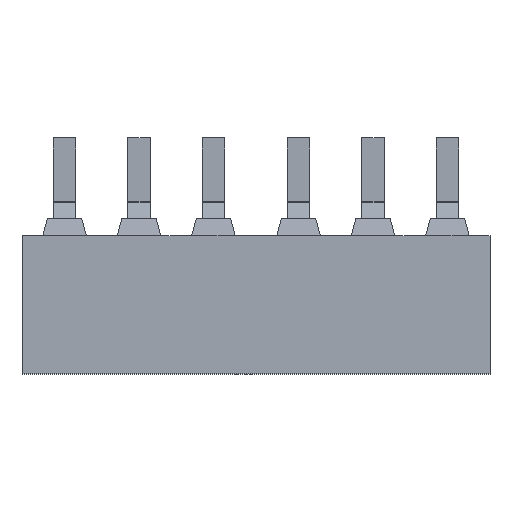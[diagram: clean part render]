
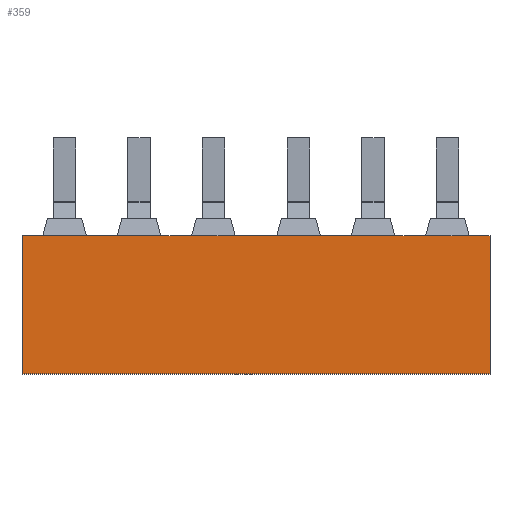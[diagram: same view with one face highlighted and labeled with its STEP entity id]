
A CAD part, top view. The second image highlights one B-rep face of the part: STEP entity #359.
In plain terms, the highlighted planar face has unit normal (0, 0, 1).
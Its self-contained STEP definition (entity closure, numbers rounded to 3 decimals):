
#359=ADVANCED_FACE('',(#721),#722,.T.);
#721=FACE_OUTER_BOUND('',#1077,.T.);
#722=PLANE('',#1078);
#1077=EDGE_LOOP('',(#2151,#2152,#2153,#2154));
#1078=AXIS2_PLACEMENT_3D('',#2155,#2156,#2157);
#2151=ORIENTED_EDGE('',*,*,#2607,.T.);
#2152=ORIENTED_EDGE('',*,*,#2264,.T.);
#2153=ORIENTED_EDGE('',*,*,#2608,.T.);
#2154=ORIENTED_EDGE('',*,*,#2609,.T.);
#2155=CARTESIAN_POINT('',(55.0,16.25,14.0));
#2156=DIRECTION('',(0.0,0.0,1.0));
#2157=DIRECTION('',(0.0,-1.0,0.0));
#2264=EDGE_CURVE('',#2755,#2753,#2756,.T.);
#2607=EDGE_CURVE('',#3250,#2755,#3251,.T.);
#2608=EDGE_CURVE('',#2753,#3252,#3253,.T.);
#2609=EDGE_CURVE('',#3252,#3250,#3254,.T.);
#2753=VERTEX_POINT('',#3465);
#2755=VERTEX_POINT('',#3468);
#2756=LINE('',#3469,#3470);
#3250=VERTEX_POINT('',#4184);
#3251=LINE('',#4185,#4186);
#3252=VERTEX_POINT('',#4187);
#3253=LINE('',#4188,#4189);
#3254=LINE('',#4190,#4191);
#3465=CARTESIAN_POINT('',(0.0,32.5,14.0));
#3468=CARTESIAN_POINT('',(110.0,32.5,14.0));
#3469=CARTESIAN_POINT('',(55.0,32.5,14.0));
#3470=VECTOR('',#4274,1.0);
#4184=CARTESIAN_POINT('',(110.0,0.0,14.0));
#4185=CARTESIAN_POINT('',(110.0,16.25,14.0));
#4186=VECTOR('',#4561,1.0);
#4187=CARTESIAN_POINT('',(0.0,0.0,14.0));
#4188=CARTESIAN_POINT('',(0.0,16.25,14.0));
#4189=VECTOR('',#4562,1.0);
#4190=CARTESIAN_POINT('',(55.0,0.0,14.0));
#4191=VECTOR('',#4563,1.0);
#4274=DIRECTION('',(-1.0,0.0,0.0));
#4561=DIRECTION('',(0.0,1.0,0.0));
#4562=DIRECTION('',(0.0,-1.0,0.0));
#4563=DIRECTION('',(1.0,0.0,0.0));
